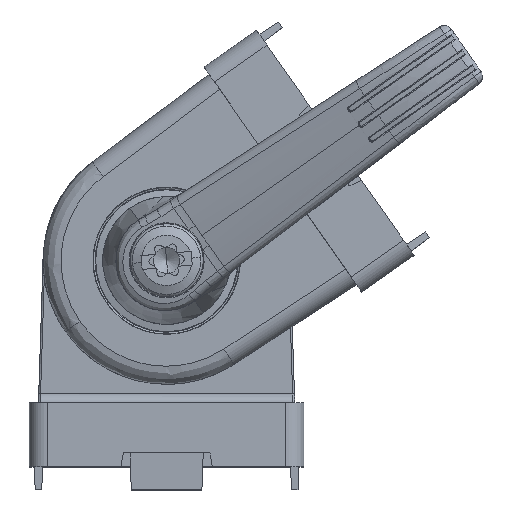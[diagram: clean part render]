
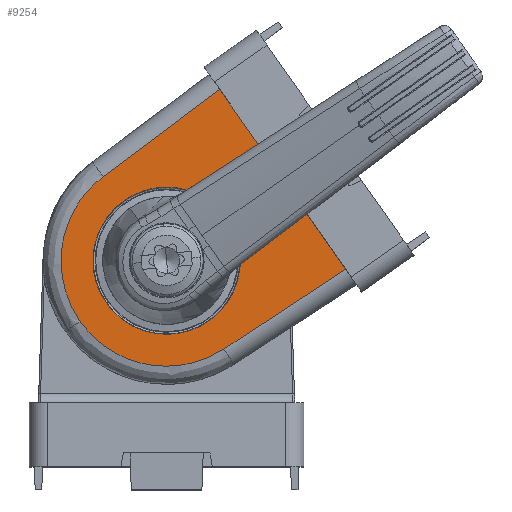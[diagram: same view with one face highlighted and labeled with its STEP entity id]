
A CAD part, top view. The second image highlights one B-rep face of the part: STEP entity #9254.
In plain terms, the highlighted face is planar.
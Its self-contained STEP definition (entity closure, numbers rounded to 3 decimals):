
#70 = CARTESIAN_POINT ( 'NONE',  ( 5.683, 13.552, 32.641 ) ) ;
#153 = ORIENTED_EDGE ( 'NONE', *, *, #7498, .F. ) ;
#1034 = CARTESIAN_POINT ( 'NONE',  ( -9.061, 13.603, 29.769 ) ) ;
#1042 = CARTESIAN_POINT ( 'NONE',  ( 0., 13.589, 30.538 ) ) ;
#1790 = CARTESIAN_POINT ( 'NONE',  ( 9.92, 13.624, 28.537 ) ) ;
#2456 = LINE ( 'NONE', #19276, #7442 ) ;
#2755 = CARTESIAN_POINT ( 'NONE',  ( -6.942, 13.567, 31.821 ) ) ;
#3235 = EDGE_CURVE ( 'NONE', #9257, #22392, #15349, .T. ) ;
#3704 = CARTESIAN_POINT ( 'NONE',  ( 2.949, 13.533, 33.748 ) ) ;
#4392 = FACE_BOUND ( 'NONE', #13480, .T. ) ;
#4648 = EDGE_CURVE ( 'NONE', #10254, #20274, #15838, .T. ) ;
#5016 = CARTESIAN_POINT ( 'NONE',  ( 0., 13.589, 30.538 ) ) ;
#5277 = CARTESIAN_POINT ( 'NONE',  ( 0., 13.528, 34.035 ) ) ;
#5436 = CARTESIAN_POINT ( 'NONE',  ( -15., 14., 7. ) ) ;
#5640 = CARTESIAN_POINT ( 'NONE',  ( 0., 13.528, 34.035 ) ) ;
#6372 = CARTESIAN_POINT ( 'NONE',  ( -1.475, 13.528, 34.035 ) ) ;
#6456 = B_SPLINE_CURVE_WITH_KNOTS ( 'NONE', 3,
 ( #10568, #8822, #12346, #1790, #7129, #17980, #70, #3704, #12426, #5640 ),
 .UNSPECIFIED., .F., .F.,
 ( 4, 2, 2, 2, 4 ),
 ( 0., 0.25, 0.5, 0.75, 1. ),
 .UNSPECIFIED. ) ;
#6699 = VERTEX_POINT ( 'NONE', #8750 ) ;
#6765 = CARTESIAN_POINT ( 'NONE',  ( -15., 14., 7. ) ) ;
#6912 = DIRECTION ( 'NONE',  ( -0.032, -0.017, 0.999 ) ) ;
#7129 = CARTESIAN_POINT ( 'NONE',  ( 9.061, 13.603, 29.769 ) ) ;
#7256 =( BOUNDED_CURVE ( )  B_SPLINE_CURVE ( 3, ( #20610, #12596, #11306, #1042 ),
 .UNSPECIFIED., .F., .F. ) 
 B_SPLINE_CURVE_WITH_KNOTS ( ( 4, 4 ),
 ( 0., 3.142 ),
 .UNSPECIFIED. ) 
 CURVE ( )  GEOMETRIC_REPRESENTATION_ITEM ( )  RATIONAL_B_SPLINE_CURVE ( ( 1., 0.333, 0.333, 1. ) ) 
 REPRESENTATION_ITEM ( '' )  );
#7442 = VECTOR ( 'NONE', #6912, 1000. ) ;
#7498 = EDGE_CURVE ( 'NONE', #12491, #9257, #6456, .T. ) ;
#7818 = ORIENTED_EDGE ( 'NONE', *, *, #11094, .F. ) ;
#7905 = VERTEX_POINT ( 'NONE', #12087 ) ;
#8207 = CARTESIAN_POINT ( 'NONE',  ( 0., 13.87, 14.452 ) ) ;
#8334 = CARTESIAN_POINT ( 'NONE',  ( -5.683, 13.552, 32.641 ) ) ;
#8504 = CARTESIAN_POINT ( 'NONE',  ( 16.086, 13.87, 14.452 ) ) ;
#8620 = PLANE ( 'NONE',  #9671 ) ;
#8750 = CARTESIAN_POINT ( 'NONE',  ( -12., 14., 7. ) ) ;
#8769 = DIRECTION ( 'NONE',  ( 0., 0.017, -1. ) ) ;
#8822 = CARTESIAN_POINT ( 'NONE',  ( 11.447, 13.697, 24.375 ) ) ;
#9254 = ADVANCED_FACE ( 'NONE', ( #4392, #12963 ), #8620, .F. ) ;
#9257 = VERTEX_POINT ( 'NONE', #5277 ) ;
#9325 = EDGE_CURVE ( 'NONE', #7905, #12491, #2456, .T. ) ;
#9671 = AXIS2_PLACEMENT_3D ( 'NONE', #6765, #19419, #8769 ) ;
#9676 = ORIENTED_EDGE ( 'NONE', *, *, #16735, .F. ) ;
#9848 = CARTESIAN_POINT ( 'NONE',  ( -9.92, 13.624, 28.537 ) ) ;
#10254 = VERTEX_POINT ( 'NONE', #5016 ) ;
#10275 = ORIENTED_EDGE ( 'NONE', *, *, #9325, .F. ) ;
#10561 = EDGE_LOOP ( 'NONE', ( #153, #10275, #16912, #7818, #19072 ) ) ;
#10568 = CARTESIAN_POINT ( 'NONE',  ( 11.494, 13.722, 22.901 ) ) ;
#10760 = DIRECTION ( 'NONE',  ( -1., 0., 0. ) ) ;
#11094 = EDGE_CURVE ( 'NONE', #22392, #6699, #12804, .T. ) ;
#11306 = CARTESIAN_POINT ( 'NONE',  ( -16.086, 13.589, 30.538 ) ) ;
#11609 = CARTESIAN_POINT ( 'NONE',  ( 0., 13.528, 34.035 ) ) ;
#12087 = CARTESIAN_POINT ( 'NONE',  ( 12., 14., 7. ) ) ;
#12346 = CARTESIAN_POINT ( 'NONE',  ( 11.113, 13.671, 25.839 ) ) ;
#12426 = CARTESIAN_POINT ( 'NONE',  ( 1.475, 13.528, 34.035 ) ) ;
#12491 = VERTEX_POINT ( 'NONE', #14260 ) ;
#12596 = CARTESIAN_POINT ( 'NONE',  ( -16.086, 13.87, 14.452 ) ) ;
#12804 = LINE ( 'NONE', #22705, #13371 ) ;
#12963 = FACE_OUTER_BOUND ( 'NONE', #10561, .T. ) ;
#13371 = VECTOR ( 'NONE', #14070, 1000. ) ;
#13480 = EDGE_LOOP ( 'NONE', ( #13754, #9676 ) ) ;
#13494 = VECTOR ( 'NONE', #10760, 1000. ) ;
#13754 = ORIENTED_EDGE ( 'NONE', *, *, #4648, .F. ) ;
#13906 = CARTESIAN_POINT ( 'NONE',  ( 0., 13.87, 14.452 ) ) ;
#14070 = DIRECTION ( 'NONE',  ( -0.032, 0.017, -0.999 ) ) ;
#14260 = CARTESIAN_POINT ( 'NONE',  ( 11.494, 13.722, 22.901 ) ) ;
#15064 = CARTESIAN_POINT ( 'NONE',  ( 0., 13.589, 30.538 ) ) ;
#15120 = CARTESIAN_POINT ( 'NONE',  ( -11.494, 13.722, 22.901 ) ) ;
#15266 = CARTESIAN_POINT ( 'NONE',  ( -11.447, 13.697, 24.375 ) ) ;
#15349 = B_SPLINE_CURVE_WITH_KNOTS ( 'NONE', 3,
 ( #11609, #6372, #16938, #8334, #2755, #1034, #9848, #18976, #15266, #15120 ),
 .UNSPECIFIED., .F., .F.,
 ( 4, 2, 2, 2, 4 ),
 ( 0., 0.25, 0.5, 0.75, 1. ),
 .UNSPECIFIED. ) ;
#15778 = CARTESIAN_POINT ( 'NONE',  ( -11.494, 13.722, 22.901 ) ) ;
#15838 =( BOUNDED_CURVE ( )  B_SPLINE_CURVE ( 3, ( #15064, #18839, #8504, #13906 ),
 .UNSPECIFIED., .F., .F. ) 
 B_SPLINE_CURVE_WITH_KNOTS ( ( 4, 4 ),
 ( 3.142, 6.283 ),
 .UNSPECIFIED. ) 
 CURVE ( )  GEOMETRIC_REPRESENTATION_ITEM ( )  RATIONAL_B_SPLINE_CURVE ( ( 1., 0.333, 0.333, 1. ) ) 
 REPRESENTATION_ITEM ( '' )  );
#16216 = EDGE_CURVE ( 'NONE', #7905, #6699, #21228, .T. ) ;
#16735 = EDGE_CURVE ( 'NONE', #20274, #10254, #7256, .T. ) ;
#16912 = ORIENTED_EDGE ( 'NONE', *, *, #16216, .T. ) ;
#16938 = CARTESIAN_POINT ( 'NONE',  ( -2.949, 13.533, 33.748 ) ) ;
#17980 = CARTESIAN_POINT ( 'NONE',  ( 6.942, 13.567, 31.821 ) ) ;
#18839 = CARTESIAN_POINT ( 'NONE',  ( 16.086, 13.589, 30.538 ) ) ;
#18976 = CARTESIAN_POINT ( 'NONE',  ( -11.113, 13.671, 25.839 ) ) ;
#19072 = ORIENTED_EDGE ( 'NONE', *, *, #3235, .F. ) ;
#19276 = CARTESIAN_POINT ( 'NONE',  ( 12., 14., 7. ) ) ;
#19419 = DIRECTION ( 'NONE',  ( 0., -1., -0.017 ) ) ;
#20274 = VERTEX_POINT ( 'NONE', #8207 ) ;
#20610 = CARTESIAN_POINT ( 'NONE',  ( 0., 13.87, 14.452 ) ) ;
#21228 = LINE ( 'NONE', #5436, #13494 ) ;
#22392 = VERTEX_POINT ( 'NONE', #15778 ) ;
#22705 = CARTESIAN_POINT ( 'NONE',  ( -11.495, 13.723, 22.861 ) ) ;
